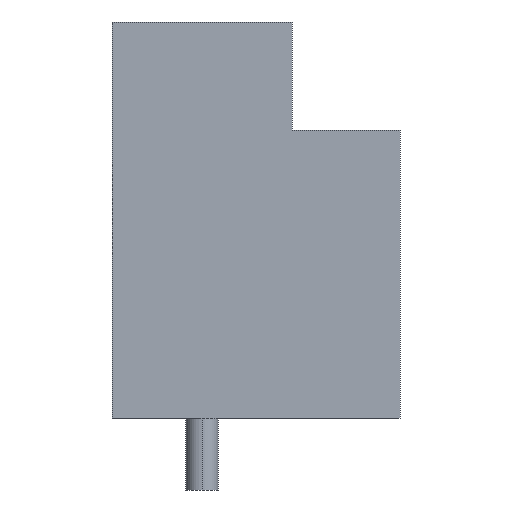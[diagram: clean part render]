
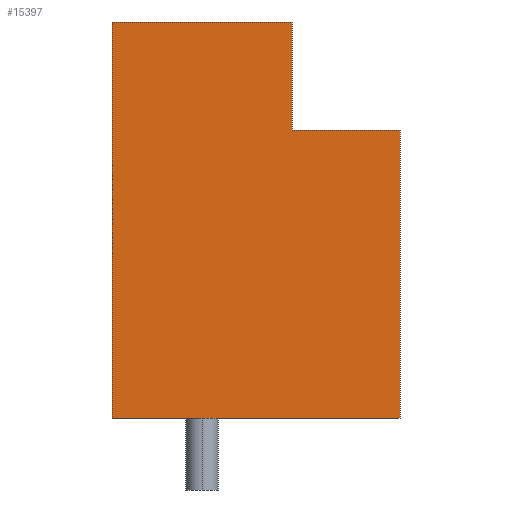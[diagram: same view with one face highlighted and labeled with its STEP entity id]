
A CAD part, left-side view. The second image highlights one B-rep face of the part: STEP entity #15397.
In plain terms, the highlighted planar face has unit normal (-1, 0, 0).
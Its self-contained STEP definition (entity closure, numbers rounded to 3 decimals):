
#9085 = DIRECTION ( 'NONE',  ( 0., -1., 0. ) ) ;
#9086 = VECTOR ( 'NONE', #9085, 1000. ) ;
#9087 = CARTESIAN_POINT ( 'NONE',  ( -2.5, 2.5, 0. ) ) ;
#9088 = LINE ( 'NONE', #9087, #9086 ) ;
#9262 = CARTESIAN_POINT ( 'NONE',  ( -2.5, -5.5, 0. ) ) ;
#9263 = CARTESIAN_POINT ( 'NONE',  ( -2.5, 2.5, 0. ) ) ;
#9388 = DIRECTION ( 'NONE',  ( 0., 0., -1. ) ) ;
#9389 = VECTOR ( 'NONE', #9388, 1000. ) ;
#9390 = CARTESIAN_POINT ( 'NONE',  ( -2.5, -5.5, 11. ) ) ;
#9391 = LINE ( 'NONE', #9390, #9389 ) ;
#9393 = CARTESIAN_POINT ( 'NONE',  ( -2.5, -5.5, 8. ) ) ;
#9970 = DIRECTION ( 'NONE',  ( 0., -1., 0. ) ) ;
#9971 = VECTOR ( 'NONE', #9970, 1000. ) ;
#9972 = CARTESIAN_POINT ( 'NONE',  ( -2.5, -2.5, 8. ) ) ;
#9973 = LINE ( 'NONE', #9972, #9971 ) ;
#9974 = DIRECTION ( 'NONE',  ( 0., 1., 0. ) ) ;
#9975 = DIRECTION ( 'NONE',  ( 1., 0., 0. ) ) ;
#9976 = CARTESIAN_POINT ( 'NONE',  ( -2.5, 2.5, 11. ) ) ;
#9977 = AXIS2_PLACEMENT_3D ( 'NONE', #9976, #9975, #9974 ) ;
#9978 = PLANE ( 'NONE',  #9977 ) ;
#9993 = FACE_OUTER_BOUND ( 'NONE', #15398, .T. ) ;
#10116 = CARTESIAN_POINT ( 'NONE',  ( -2.5, 2.5, 11. ) ) ;
#10117 = DIRECTION ( 'NONE',  ( 0., -1., 0. ) ) ;
#10118 = VECTOR ( 'NONE', #10117, 1000. ) ;
#10119 = CARTESIAN_POINT ( 'NONE',  ( -2.5, 2.5, 11. ) ) ;
#10120 = LINE ( 'NONE', #10119, #10118 ) ;
#10121 = CARTESIAN_POINT ( 'NONE',  ( -2.5, -2.5, 11. ) ) ;
#10122 = DIRECTION ( 'NONE',  ( 0., 0., 1. ) ) ;
#10123 = VECTOR ( 'NONE', #10122, 1000. ) ;
#10124 = CARTESIAN_POINT ( 'NONE',  ( -2.5, -2.5, 8. ) ) ;
#10125 = LINE ( 'NONE', #10124, #10123 ) ;
#10126 = CARTESIAN_POINT ( 'NONE',  ( -2.5, -2.5, 8. ) ) ;
#10174 = DIRECTION ( 'NONE',  ( 0., 0., -1. ) ) ;
#10175 = VECTOR ( 'NONE', #10174, 1000. ) ;
#10176 = CARTESIAN_POINT ( 'NONE',  ( -2.5, 2.5, 11. ) ) ;
#10177 = LINE ( 'NONE', #10176, #10175 ) ;
#15118 = EDGE_CURVE ( 'NONE', #15167, #15168, #9088, .T. ) ;
#15167 = VERTEX_POINT ( 'NONE', #9263 ) ;
#15168 = VERTEX_POINT ( 'NONE', #9262 ) ;
#15200 = VERTEX_POINT ( 'NONE', #9393 ) ;
#15202 = EDGE_CURVE ( 'NONE', #15200, #15168, #9391, .T. ) ;
#15397 = ADVANCED_FACE ( 'NONE', ( #9993 ), #9978, .F. ) ;
#15398 = EDGE_LOOP ( 'NONE', ( #15399, #15457, #15460, #15463, #15465, #15466 ) ) ;
#15399 = ORIENTED_EDGE ( 'NONE', *, *, #15400, .F. ) ;
#15400 = EDGE_CURVE ( 'NONE', #15456, #15200, #9973, .T. ) ;
#15456 = VERTEX_POINT ( 'NONE', #10126 ) ;
#15457 = ORIENTED_EDGE ( 'NONE', *, *, #15458, .T. ) ;
#15458 = EDGE_CURVE ( 'NONE', #15456, #15459, #10125, .T. ) ;
#15459 = VERTEX_POINT ( 'NONE', #10121 ) ;
#15460 = ORIENTED_EDGE ( 'NONE', *, *, #15461, .F. ) ;
#15461 = EDGE_CURVE ( 'NONE', #15462, #15459, #10120, .T. ) ;
#15462 = VERTEX_POINT ( 'NONE', #10116 ) ;
#15463 = ORIENTED_EDGE ( 'NONE', *, *, #15464, .T. ) ;
#15464 = EDGE_CURVE ( 'NONE', #15462, #15167, #10177, .T. ) ;
#15465 = ORIENTED_EDGE ( 'NONE', *, *, #15118, .T. ) ;
#15466 = ORIENTED_EDGE ( 'NONE', *, *, #15202, .F. ) ;
